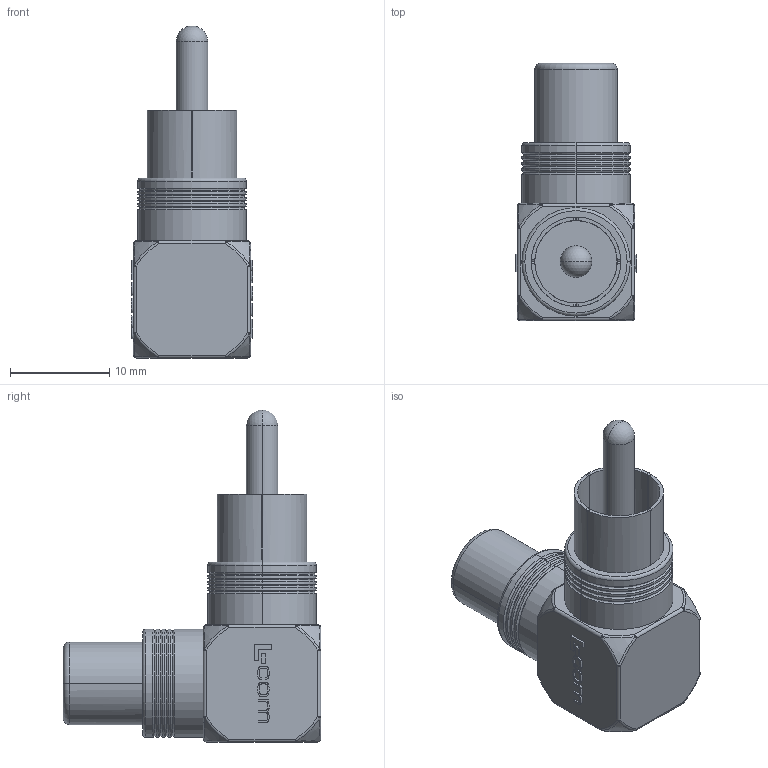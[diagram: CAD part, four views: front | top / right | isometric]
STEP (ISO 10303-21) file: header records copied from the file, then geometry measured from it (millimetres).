
FILE_DESCRIPTION (( 'STEP AP214' ), '1' );
FILE_NAME ('RA-RCAMF.STEP', '2012-12-26T15:22:49', ( 'x' ), ( '' ), 'SwSTEP 2.0', 'SolidWorks 2012', '' );
FILE_SCHEMA (( 'AUTOMOTIVE_DESIGN' ));
Length unit declared in the file: millimetre
Products named in the file (5): MTN-(OVERMOLDING FOR RA-RCAMF); MTN-(PREMOLDING FOR RA-RCAMF); 1ab07-007(RCA JACK SOLDER TYPE); 1AB07-003_REV___; RA-RCAMF
Assembly tree (4 placements, depth 2):
  RA-RCAMF
    1AB07-003_REV___
    1ab07-007(RCA JACK SOLDER TYPE)
    MTN-(PREMOLDING FOR RA-RCAMF)
    MTN-(OVERMOLDING FOR RA-RCAMF)
Bounding box: 12.2 x 25.9 x 33.4 mm (x, y, z)
Volume: 4270 mm3; surface area: 4162.4 mm2
Topology: 7 solids, 7 shells, 479 faces, 1159 edges, 716 vertices
Faces by surface type: plane 230, cylinder 94, torus 65, bspline 54, sphere 34, cone 2
Entity records: 15201 total; most frequent: CARTESIAN_POINT 3333, ORIENTED_EDGE 2278, DIRECTION 2215, EDGE_CURVE 1139, AXIS2_PLACEMENT_3D 782, VERTEX_POINT 714, VECTOR 651, LINE 651
